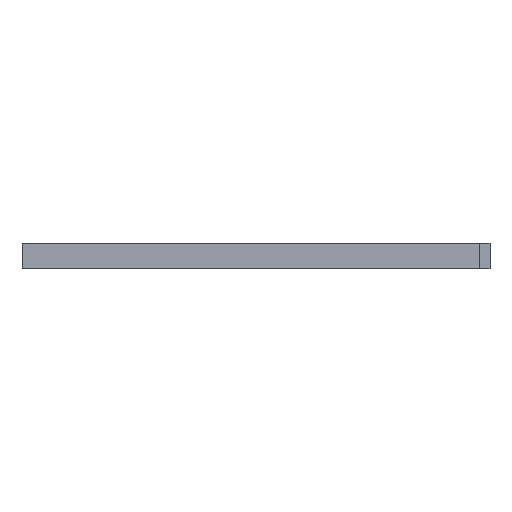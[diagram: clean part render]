
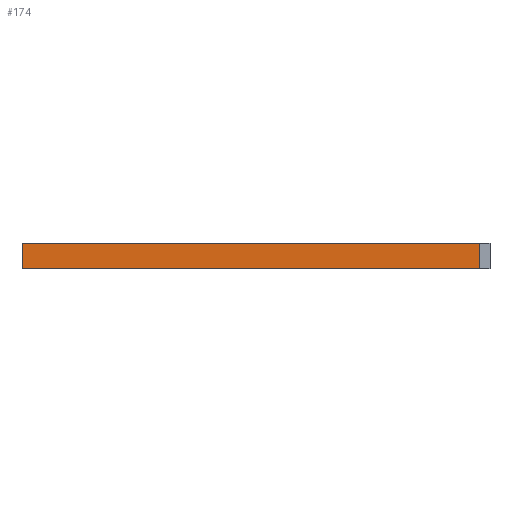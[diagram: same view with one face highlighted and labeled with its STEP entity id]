
A CAD part, front view. The second image highlights one B-rep face of the part: STEP entity #174.
In plain terms, the highlighted planar face has unit normal (0, -1, 0).
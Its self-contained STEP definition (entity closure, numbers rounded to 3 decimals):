
#116 = EDGE_CURVE('',#117,#119,#121,.T.);
#117 = VERTEX_POINT('',#118);
#118 = CARTESIAN_POINT('',(155.575,-111.76,0.));
#119 = VERTEX_POINT('',#120);
#120 = CARTESIAN_POINT('',(155.575,-111.76,-1.6));
#121 = LINE('',#122,#123);
#122 = CARTESIAN_POINT('',(155.575,-111.76,0.));
#123 = VECTOR('',#124,1.);
#124 = DIRECTION('',(0.,0.,-1.));
#174 = ADVANCED_FACE('',(#175),#200,.F.);
#175 = FACE_BOUND('',#176,.F.);
#176 = EDGE_LOOP('',(#177,#178,#186,#194));
#177 = ORIENTED_EDGE('',*,*,#116,.T.);
#178 = ORIENTED_EDGE('',*,*,#179,.T.);
#179 = EDGE_CURVE('',#119,#180,#182,.T.);
#180 = VERTEX_POINT('',#181);
#181 = CARTESIAN_POINT('',(127.,-111.76,-1.6));
#182 = LINE('',#183,#184);
#183 = CARTESIAN_POINT('',(155.575,-111.76,-1.6));
#184 = VECTOR('',#185,1.);
#185 = DIRECTION('',(-1.,0.,0.));
#186 = ORIENTED_EDGE('',*,*,#187,.F.);
#187 = EDGE_CURVE('',#188,#180,#190,.T.);
#188 = VERTEX_POINT('',#189);
#189 = CARTESIAN_POINT('',(127.,-111.76,0.));
#190 = LINE('',#191,#192);
#191 = CARTESIAN_POINT('',(127.,-111.76,0.));
#192 = VECTOR('',#193,1.);
#193 = DIRECTION('',(0.,0.,-1.));
#194 = ORIENTED_EDGE('',*,*,#195,.F.);
#195 = EDGE_CURVE('',#117,#188,#196,.T.);
#196 = LINE('',#197,#198);
#197 = CARTESIAN_POINT('',(155.575,-111.76,0.));
#198 = VECTOR('',#199,1.);
#199 = DIRECTION('',(-1.,0.,0.));
#200 = PLANE('',#201);
#201 = AXIS2_PLACEMENT_3D('',#202,#203,#204);
#202 = CARTESIAN_POINT('',(155.575,-111.76,0.));
#203 = DIRECTION('',(0.,1.,0.));
#204 = DIRECTION('',(-1.,0.,0.));
